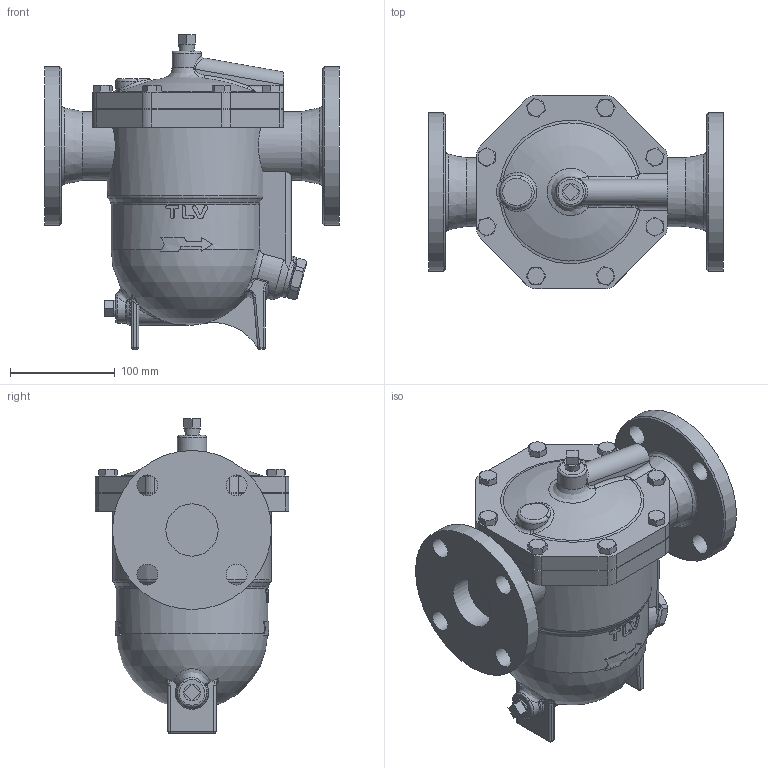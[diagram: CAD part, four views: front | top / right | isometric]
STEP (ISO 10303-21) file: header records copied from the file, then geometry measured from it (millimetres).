
FILE_DESCRIPTION((''),'2;1');
FILE_NAME('j7x00-050-a0125-00.stp','2010-01-12T14:57:53',('nakaot'),(''),'Autodesk Inventor 2008','Autodesk Inventor 2008','');
FILE_SCHEMA(('AUTOMOTIVE_DESIGN { 1 0 10303 214 1 1 1 1 }'));
Length unit declared in the file: millimetre
Products named in the file (1): j7x00-050-a0125-00
Bounding box: 282 x 185 x 301 mm (x, y, z)
Volume: 4976363.5 mm3; surface area: 303606.9 mm2
Topology: 1 solids, 1 shells, 443 faces, 1091 edges, 669 vertices
Faces by surface type: plane 163, bspline 119, cylinder 86, cone 60, sphere 10, torus 5
Full cylindrical faces by diameter (mm): 10 x16, 28 x1, 40 x1, 50 x2, 66 x2, 150 x1, 152 x2
Entity records: 25921 total; most frequent: CARTESIAN_POINT 16732, ORIENTED_EDGE 1992, DIRECTION 1671, EDGE_CURVE 996, AXIS2_PLACEMENT_3D 677, VERTEX_POINT 645, EDGE_LOOP 565, FACE_OUTER_BOUND 443
